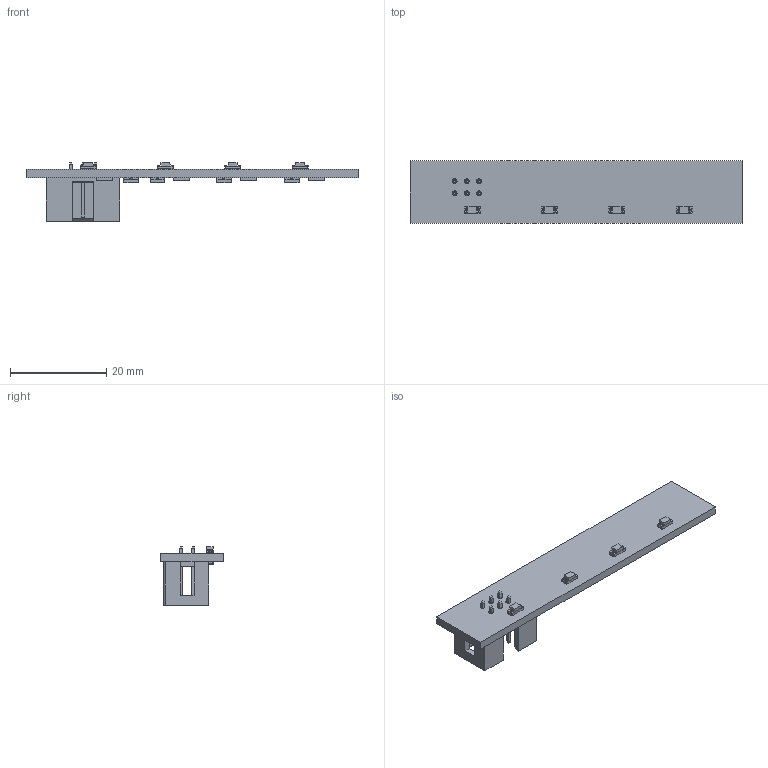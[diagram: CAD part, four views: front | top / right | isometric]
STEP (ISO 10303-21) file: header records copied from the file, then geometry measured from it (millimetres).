
FILE_DESCRIPTION(('Open CASCADE Model'),'2;1');
FILE_NAME('Open CASCADE Shape Model','2016-12-15T17:51:10',('Author'),( 'Open CASCADE'),'Open CASCADE STEP processor 6.2','Open CASCADE 6.2' ,'Unknown');
FILE_SCHEMA(('AUTOMOTIVE_DESIGN { 1 0 10303 214 1 1 1 1 }'));
Length unit declared in the file: millimetre
Products named in the file (23): PCB; Board; Rred; R1206_2; 622896848; Extruded; Rgreen; Red; LED1206CLAIRE; Rblue; Ramber; MOS_N_red; SW3dPS-3-lead_sot23-3; 622896976; MOS_N_green; MOS_N_blue; MOS_N_amber; IHM; he10-6_male_droit_bas_profil; Green; Blue; Amber
Assembly tree (37 placements, depth 4):
  PCB
    Board
    Rred
      R1206_2
      622896848
        Extruded
    Rgreen
      R1206_2
      622896848
        Extruded
    Red
      LED1206CLAIRE
    Rblue
      R1206_2
      622896848
        Extruded
    Ramber
      R1206_2
      622896848
        Extruded
    MOS_N_red
      SW3dPS-3-lead_sot23-3
      622896976
        Extruded
    MOS_N_green
      SW3dPS-3-lead_sot23-3
      622896976
        Extruded
    MOS_N_blue
      SW3dPS-3-lead_sot23-3
      622896976
        Extruded
    MOS_N_amber
      SW3dPS-3-lead_sot23-3
      622896976
        Extruded
    IHM
      he10-6_male_droit_bas_profil
    Green
      LED1206CLAIRE
    Blue
      LED1206CLAIRE
    Amber
      LED1206CLAIRE
Bounding box: 69 x 13 x 12.21 mm (x, y, z)
Volume: 2141.4 mm3; surface area: 3624 mm2
Topology: 38 solids, 38 shells, 909 faces, 2281 edges, 1428 vertices
Faces by surface type: plane 722, cylinder 155, sphere 32
Full cylindrical faces by diameter (mm): 1 x6
Entity records: 25324 total; most frequent: CARTESIAN_POINT 5766, DIRECTION 3162, LINE 2202, VECTOR 2202, ORIENTED_EDGE 1696, PCURVE 1696, DEFINITIONAL_REPRESENTATION 1696, EDGE_CURVE 848
